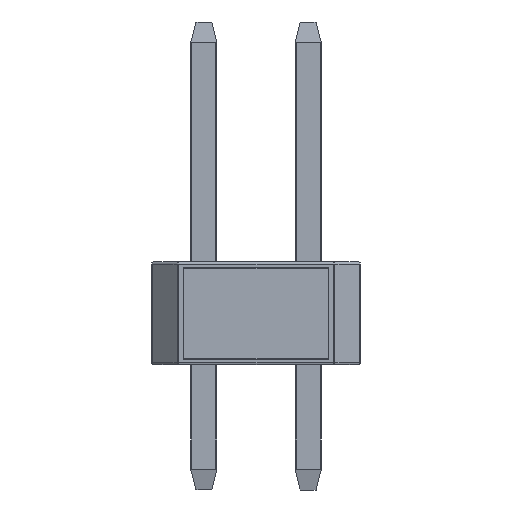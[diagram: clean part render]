
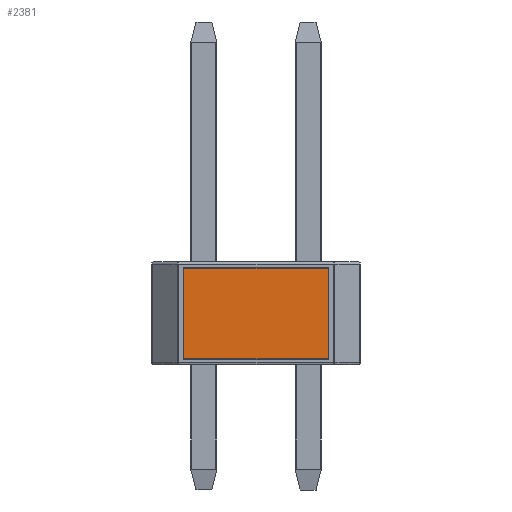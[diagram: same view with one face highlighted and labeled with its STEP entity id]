
A CAD part, left-side view. The second image highlights one B-rep face of the part: STEP entity #2381.
In plain terms, the highlighted planar face has unit normal (-1, 0, 0).
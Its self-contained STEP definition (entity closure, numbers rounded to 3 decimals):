
#430=FACE_OUTER_BOUND('',#556,.T.);
#556=EDGE_LOOP('',(#1958,#1959,#1960,#1961));
#695=LINE('',#3708,#911);
#696=LINE('',#3713,#912);
#699=LINE('',#3721,#915);
#701=LINE('',#3724,#917);
#911=VECTOR('',#2955,10.);
#912=VECTOR('',#2960,10.);
#915=VECTOR('',#2969,10.);
#917=VECTOR('',#2973,10.);
#1108=VERTEX_POINT('',#3705);
#1109=VERTEX_POINT('',#3707);
#1110=VERTEX_POINT('',#3711);
#1111=VERTEX_POINT('',#3712);
#1324=EDGE_CURVE('',#1109,#1108,#695,.T.);
#1326=EDGE_CURVE('',#1110,#1111,#696,.T.);
#1331=EDGE_CURVE('',#1108,#1110,#699,.T.);
#1333=EDGE_CURVE('',#1111,#1109,#701,.T.);
#1958=ORIENTED_EDGE('',*,*,#1331,.T.);
#1959=ORIENTED_EDGE('',*,*,#1326,.T.);
#1960=ORIENTED_EDGE('',*,*,#1333,.T.);
#1961=ORIENTED_EDGE('',*,*,#1324,.T.);
#2144=PLANE('',#2627);
#2381=ADVANCED_FACE('',(#430),#2144,.T.);
#2627=AXIS2_PLACEMENT_3D('',#3922,#3224,#3225);
#2955=DIRECTION('',(0.,1.,0.));
#2960=DIRECTION('',(0.,-1.,0.));
#2969=DIRECTION('',(0.,0.,-1.));
#2973=DIRECTION('',(0.,0.,1.));
#3224=DIRECTION('center_axis',(-1.,0.,0.));
#3225=DIRECTION('ref_axis',(0.,0.,1.));
#3705=CARTESIAN_POINT('',(-1.27,3.023,2.35));
#3707=CARTESIAN_POINT('',(-1.27,-0.488,2.35));
#3708=CARTESIAN_POINT('',(-1.27,3.023,2.35));
#3711=CARTESIAN_POINT('',(-1.27,3.023,0.15));
#3712=CARTESIAN_POINT('',(-1.27,-0.488,0.15));
#3713=CARTESIAN_POINT('',(-1.27,-0.488,0.15));
#3721=CARTESIAN_POINT('',(-1.27,3.023,0.15));
#3724=CARTESIAN_POINT('',(-1.27,-0.488,2.35));
#3922=CARTESIAN_POINT('Origin',(-1.27,1.268,1.25));
